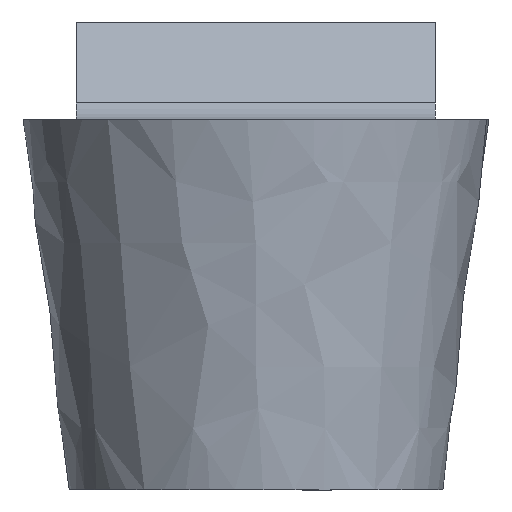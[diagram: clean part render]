
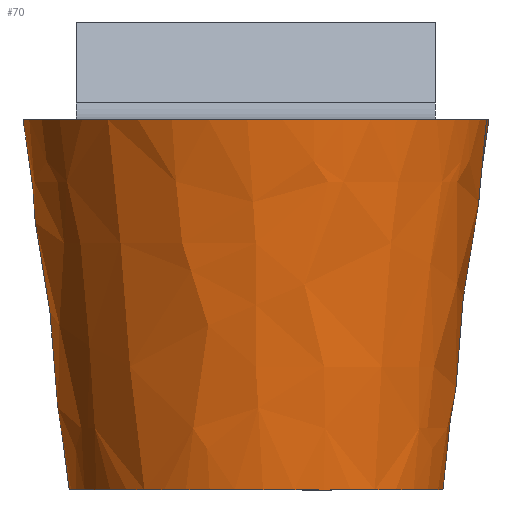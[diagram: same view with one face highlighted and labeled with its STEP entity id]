
A CAD part, front view. The second image highlights one B-rep face of the part: STEP entity #70.
In plain terms, the highlighted free-form (B-spline) face has degree [4, 3] with [11, 4] control points.
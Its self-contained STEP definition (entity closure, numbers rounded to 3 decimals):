
#36=(
BOUNDED_SURFACE()
B_SPLINE_SURFACE(4,3,((#823,#824,#825,#826),(#827,#828,#829,#830),(#831,
#832,#833,#834),(#835,#836,#837,#838),(#839,#840,#841,#842),(#843,#844,
#845,#846),(#847,#848,#849,#850),(#851,#852,#853,#854),(#855,#856,#857,
#858),(#859,#860,#861,#862),(#863,#864,#865,#866)),.UNSPECIFIED.,.F.,.F.,
 .F.)
B_SPLINE_SURFACE_WITH_KNOTS((5,3,3,5),(4,4),(0.,0.333,0.667,
1.),(0.,1.),.UNSPECIFIED.)
GEOMETRIC_REPRESENTATION_ITEM()
RATIONAL_B_SPLINE_SURFACE(((1.003,1.003,1.003,
1.003),(1.003,1.003,1.003,1.003),
(0.972,0.972,0.972,0.972),
(1.003,1.003,1.003,1.003),(1.003,
1.003,1.003,1.003),(0.972,
0.972,0.972,0.972),(1.003,
1.003,1.003,1.003),(1.003,1.003,
1.003,1.003),(0.972,0.972,
0.972,0.972),(1.003,1.003,
1.003,1.003),(1.003,1.003,1.003,
1.003)))
REPRESENTATION_ITEM('')
SURFACE()
);
#39=(
BOUNDED_CURVE()
B_SPLINE_CURVE(3,(#817,#818,#819,#820),.UNSPECIFIED.,.F.,.F.)
B_SPLINE_CURVE_WITH_KNOTS((4,4),(0.,1.),.UNSPECIFIED.)
CURVE()
GEOMETRIC_REPRESENTATION_ITEM()
RATIONAL_B_SPLINE_CURVE((1.003,1.003,1.003,
1.003))
REPRESENTATION_ITEM('')
);
#70=ADVANCED_FACE('',(#107),#36,.F.);
#107=FACE_OUTER_BOUND('',#129,.T.);
#129=EDGE_LOOP('',(#234,#235,#236,#237));
#234=ORIENTED_EDGE('',*,*,#344,.F.);
#235=ORIENTED_EDGE('',*,*,#351,.T.);
#236=ORIENTED_EDGE('',*,*,#325,.F.);
#237=ORIENTED_EDGE('',*,*,#350,.F.);
#282=VERTEX_POINT('',#708);
#283=VERTEX_POINT('',#725);
#290=VERTEX_POINT('',#762);
#291=VERTEX_POINT('',#781);
#325=EDGE_CURVE('',#282,#283,#450,.T.);
#344=EDGE_CURVE('',#290,#291,#452,.T.);
#350=EDGE_CURVE('',#291,#282,#39,.T.);
#351=EDGE_CURVE('',#290,#283,#395,.T.);
#395=LINE('',#822,#438);
#438=VECTOR('',#599,1.);
#450=B_SPLINE_CURVE_WITH_KNOTS('',3,(#709,#710,#711,#712,#713,#714,#715,
#716,#717,#718,#719,#720,#721,#722,#723,#724),.UNSPECIFIED.,.F.,.F.,(4,
2,2,2,2,2,2,4),(0.,0.125,0.25,0.375,0.5,0.625,0.75,1.),.UNSPECIFIED.);
#452=B_SPLINE_CURVE_WITH_KNOTS('',3,(#763,#764,#765,#766,#767,#768,#769,
#770,#771,#772,#773,#774,#775,#776,#777,#778,#779,#780),.UNSPECIFIED.,.F.,
 .F.,(4,2,2,2,2,2,2,2,4),(0.,0.125,0.25,0.375,0.5,0.625,0.75,0.875,1.),
 .UNSPECIFIED.);
#599=DIRECTION('',(0.11,-0.052,-0.993));
#708=CARTESIAN_POINT('',(2.937,4.084,-6.389));
#709=CARTESIAN_POINT('',(2.937,4.084,-6.389));
#710=CARTESIAN_POINT('',(3.153,3.62,-6.389));
#711=CARTESIAN_POINT('',(3.268,3.083,-6.389));
#712=CARTESIAN_POINT('',(3.202,1.963,-6.389));
#713=CARTESIAN_POINT('',(3.01,1.4,-6.389));
#714=CARTESIAN_POINT('',(2.422,0.496,-6.389));
#715=CARTESIAN_POINT('',(2.048,0.148,-6.389));
#716=CARTESIAN_POINT('',(1.116,-0.374,-6.389));
#717=CARTESIAN_POINT('',(0.562,-0.525,-6.389));
#718=CARTESIAN_POINT('',(-0.562,-0.526,-6.389));
#719=CARTESIAN_POINT('',(-1.13,-0.366,-6.389));
#720=CARTESIAN_POINT('',(-2.034,0.14,-6.389));
#721=CARTESIAN_POINT('',(-2.415,0.486,-6.389));
#722=CARTESIAN_POINT('',(-3.318,1.872,-6.389));
#723=CARTESIAN_POINT('',(-3.371,3.154,-6.389));
#724=CARTESIAN_POINT('',(-2.937,4.084,-6.389));
#725=CARTESIAN_POINT('',(-2.937,4.084,-6.389));
#762=CARTESIAN_POINT('',(-3.648,4.416,0.));
#763=CARTESIAN_POINT('',(-3.648,4.416,0.));
#764=CARTESIAN_POINT('',(-3.917,3.839,0.));
#765=CARTESIAN_POINT('',(-4.059,3.172,0.));
#766=CARTESIAN_POINT('',(-3.977,1.781,0.));
#767=CARTESIAN_POINT('',(-3.739,1.082,0.));
#768=CARTESIAN_POINT('',(-3.008,-0.042,0.));
#769=CARTESIAN_POINT('',(-2.545,-0.473,0.));
#770=CARTESIAN_POINT('',(-1.385,-1.122,0.));
#771=CARTESIAN_POINT('',(-0.698,-1.31,0.));
#772=CARTESIAN_POINT('',(0.698,-1.31,0.));
#773=CARTESIAN_POINT('',(1.403,-1.112,0.));
#774=CARTESIAN_POINT('',(2.527,-0.484,0.));
#775=CARTESIAN_POINT('',(3.,-0.054,0.));
#776=CARTESIAN_POINT('',(3.747,1.094,0.));
#777=CARTESIAN_POINT('',(3.977,1.788,0.));
#778=CARTESIAN_POINT('',(4.059,3.164,0.));
#779=CARTESIAN_POINT('',(3.917,3.838,0.));
#780=CARTESIAN_POINT('',(3.648,4.416,0.));
#781=CARTESIAN_POINT('',(3.648,4.416,0.));
#817=CARTESIAN_POINT('',(3.648,4.416,0.));
#818=CARTESIAN_POINT('',(3.411,4.306,-2.13));
#819=CARTESIAN_POINT('',(3.174,4.195,-4.26));
#820=CARTESIAN_POINT('',(2.937,4.084,-6.389));
#822=CARTESIAN_POINT('',(-3.292,4.25,-3.195));
#823=CARTESIAN_POINT('',(-3.648,4.416,0.));
#824=CARTESIAN_POINT('',(-3.411,4.306,-2.13));
#825=CARTESIAN_POINT('',(-3.174,4.195,-4.26));
#826=CARTESIAN_POINT('',(-2.937,4.084,-6.389));
#827=CARTESIAN_POINT('',(-4.175,3.285,0.));
#828=CARTESIAN_POINT('',(-3.904,3.248,-2.13));
#829=CARTESIAN_POINT('',(-3.633,3.211,-4.26));
#830=CARTESIAN_POINT('',(-3.362,3.174,-6.389));
#831=CARTESIAN_POINT('',(-4.332,1.688,0.));
#832=CARTESIAN_POINT('',(-4.051,1.755,-2.13));
#833=CARTESIAN_POINT('',(-3.769,1.822,-4.26));
#834=CARTESIAN_POINT('',(-3.488,1.888,-6.389));
#835=CARTESIAN_POINT('',(-3.476,0.332,0.));
#836=CARTESIAN_POINT('',(-3.25,0.487,-2.13));
#837=CARTESIAN_POINT('',(-3.024,0.642,-4.26));
#838=CARTESIAN_POINT('',(-2.798,0.796,-6.389));
#839=CARTESIAN_POINT('',(-1.517,-1.216,0.));
#840=CARTESIAN_POINT('',(-1.419,-0.961,-2.13));
#841=CARTESIAN_POINT('',(-1.32,-0.706,-4.26));
#842=CARTESIAN_POINT('',(-1.222,-0.45,-6.389));
#843=CARTESIAN_POINT('',(0.,-1.737,0.));
#844=CARTESIAN_POINT('',(0.,-1.448,-2.13));
#845=CARTESIAN_POINT('',(0.,-1.159,-4.26));
#846=CARTESIAN_POINT('',(0.,-0.869,-6.389));
#847=CARTESIAN_POINT('',(1.517,-1.216,0.));
#848=CARTESIAN_POINT('',(1.419,-0.961,-2.13));
#849=CARTESIAN_POINT('',(1.32,-0.706,-4.26));
#850=CARTESIAN_POINT('',(1.222,-0.45,-6.389));
#851=CARTESIAN_POINT('',(3.476,0.332,0.));
#852=CARTESIAN_POINT('',(3.25,0.487,-2.13));
#853=CARTESIAN_POINT('',(3.024,0.642,-4.26));
#854=CARTESIAN_POINT('',(2.798,0.796,-6.389));
#855=CARTESIAN_POINT('',(4.332,1.688,0.));
#856=CARTESIAN_POINT('',(4.051,1.755,-2.13));
#857=CARTESIAN_POINT('',(3.769,1.822,-4.26));
#858=CARTESIAN_POINT('',(3.488,1.888,-6.389));
#859=CARTESIAN_POINT('',(4.175,3.285,0.));
#860=CARTESIAN_POINT('',(3.904,3.248,-2.13));
#861=CARTESIAN_POINT('',(3.633,3.211,-4.26));
#862=CARTESIAN_POINT('',(3.362,3.174,-6.389));
#863=CARTESIAN_POINT('',(3.648,4.416,0.));
#864=CARTESIAN_POINT('',(3.411,4.306,-2.13));
#865=CARTESIAN_POINT('',(3.174,4.195,-4.26));
#866=CARTESIAN_POINT('',(2.937,4.084,-6.389));
